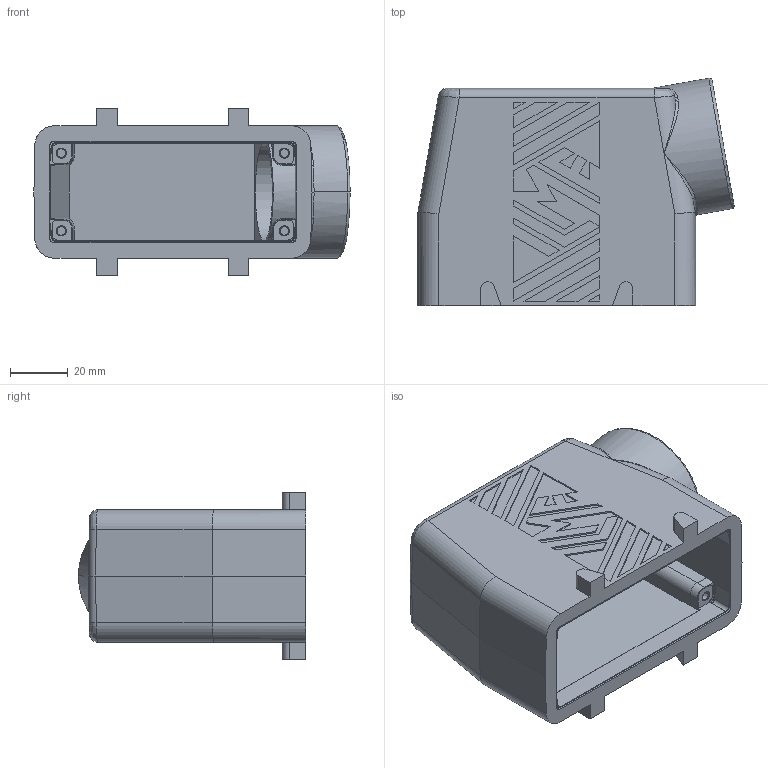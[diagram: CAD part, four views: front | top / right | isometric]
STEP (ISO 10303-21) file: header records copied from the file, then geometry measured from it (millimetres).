
FILE_DESCRIPTION(('Creo Elements/Direct Modeling STEP Export'),'2;1');
FILE_NAME('0ln7uvk53b7udkk4816','2020-06-22T15:57:45',(''),(''),'Creo Elements/Direct Modeling STEP processor for AP214 (Solid Model)','Creo Elements/Direct Modeling 20.1B 02-Apr-2019 (C) Parametric Technology GmbH','');
FILE_SCHEMA(('AUTOMOTIVE_DESIGN { 1 0 10303 214 1 1 1 1 }'));
Length unit declared in the file: millimetre
Products named in the file (2): TMAO_16.40B
Assembly tree (1 placements, depth 2):
  TMAO_16.40B
    TMAO_16.40B
Bounding box: 109.84 x 78.98 x 58 mm (x, y, z)
Volume: 127438.8 mm3; surface area: 51598.4 mm2
Topology: 1 solids, 5 shells, 471 faces, 1358 edges, 882 vertices
Faces by surface type: plane 300, cylinder 83, bspline 66, cone 12, torus 10
Entity records: 28883 total; most frequent: CARTESIAN_POINT 14265, ORIENTED_EDGE 2708, DIRECTION 1738, EDGE_CURVE 1354, VERTEX_POINT 882, VECTOR 812, LINE 812, EDGE_LOOP 506
